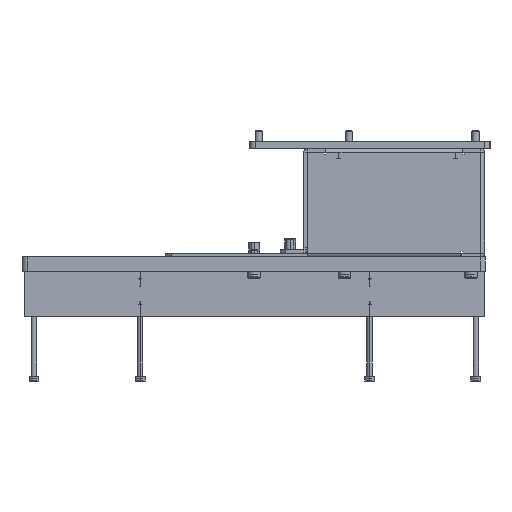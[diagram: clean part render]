
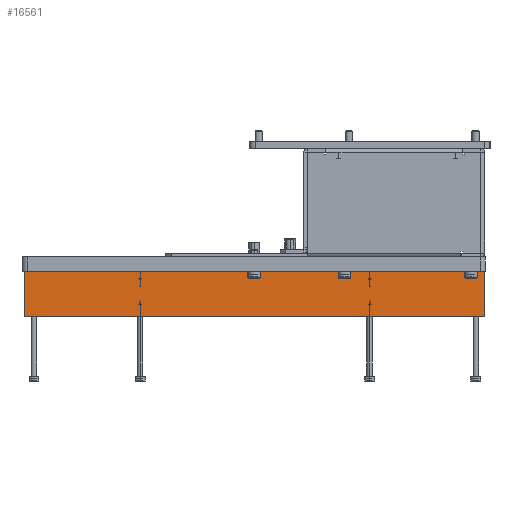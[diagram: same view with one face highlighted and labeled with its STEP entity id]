
A CAD part, left-side view. The second image highlights one B-rep face of the part: STEP entity #16561.
In plain terms, the highlighted face is planar.
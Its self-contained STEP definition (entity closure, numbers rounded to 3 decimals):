
#1 = VECTOR ( 'NONE', #16413, 1000. ) ;
#300 = DIRECTION ( 'NONE',  ( 0., 0., -1. ) ) ;
#960 = VERTEX_POINT ( 'NONE', #2346 ) ;
#1138 = FACE_OUTER_BOUND ( 'NONE', #8185, .T. ) ;
#1580 = LINE ( 'NONE', #4500, #4621 ) ;
#2196 = VECTOR ( 'NONE', #12761, 1000. ) ;
#2346 = CARTESIAN_POINT ( 'NONE',  ( 4., -127.25, 12.5 ) ) ;
#2745 = CARTESIAN_POINT ( 'NONE',  ( 4., 127.25, 12.5 ) ) ;
#4183 = CARTESIAN_POINT ( 'NONE',  ( 4., 127.25, 12.5 ) ) ;
#4426 = EDGE_CURVE ( 'NONE', #14199, #14242, #1580, .T. ) ;
#4500 = CARTESIAN_POINT ( 'NONE',  ( 4., 127.25, 12.5 ) ) ;
#4621 = VECTOR ( 'NONE', #300, 1000. ) ;
#4663 = LINE ( 'NONE', #11627, #16854 ) ;
#5176 = CARTESIAN_POINT ( 'NONE',  ( 4., -127.25, -12.5 ) ) ;
#6347 = EDGE_CURVE ( 'NONE', #14199, #960, #12497, .T. ) ;
#6666 = CARTESIAN_POINT ( 'NONE',  ( 4., 127.25, -12.5 ) ) ;
#6686 = DIRECTION ( 'NONE',  ( -1., 0., 0. ) ) ;
#6808 = ORIENTED_EDGE ( 'NONE', *, *, #6347, .T. ) ;
#7386 = DIRECTION ( 'NONE',  ( 0., 0., -1. ) ) ;
#8185 = EDGE_LOOP ( 'NONE', ( #9146, #14317, #16595, #6808 ) ) ;
#8636 = LINE ( 'NONE', #16763, #2196 ) ;
#9146 = ORIENTED_EDGE ( 'NONE', *, *, #14486, .T. ) ;
#9957 = AXIS2_PLACEMENT_3D ( 'NONE', #12278, #6686, #17732 ) ;
#10395 = EDGE_CURVE ( 'NONE', #14242, #14459, #8636, .T. ) ;
#11627 = CARTESIAN_POINT ( 'NONE',  ( 4., -127.25, 12.5 ) ) ;
#12278 = CARTESIAN_POINT ( 'NONE',  ( 4., 127.25, 12.5 ) ) ;
#12497 = LINE ( 'NONE', #4183, #1 ) ;
#12761 = DIRECTION ( 'NONE',  ( 0., -1., 0. ) ) ;
#14199 = VERTEX_POINT ( 'NONE', #2745 ) ;
#14242 = VERTEX_POINT ( 'NONE', #6666 ) ;
#14317 = ORIENTED_EDGE ( 'NONE', *, *, #10395, .F. ) ;
#14459 = VERTEX_POINT ( 'NONE', #5176 ) ;
#14486 = EDGE_CURVE ( 'NONE', #960, #14459, #4663, .T. ) ;
#16413 = DIRECTION ( 'NONE',  ( 0., -1., 0. ) ) ;
#16450 = PLANE ( 'NONE',  #9957 ) ;
#16561 = ADVANCED_FACE ( 'NONE', ( #1138 ), #16450, .F. ) ;
#16595 = ORIENTED_EDGE ( 'NONE', *, *, #4426, .F. ) ;
#16763 = CARTESIAN_POINT ( 'NONE',  ( 4., 127.25, -12.5 ) ) ;
#16854 = VECTOR ( 'NONE', #7386, 1000. ) ;
#17732 = DIRECTION ( 'NONE',  ( 0., 0., 1. ) ) ;
